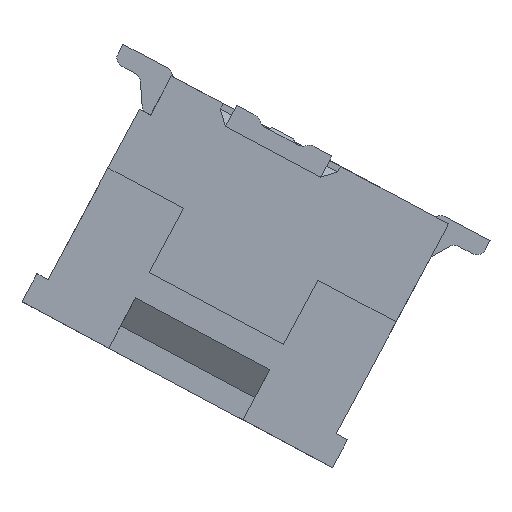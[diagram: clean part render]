
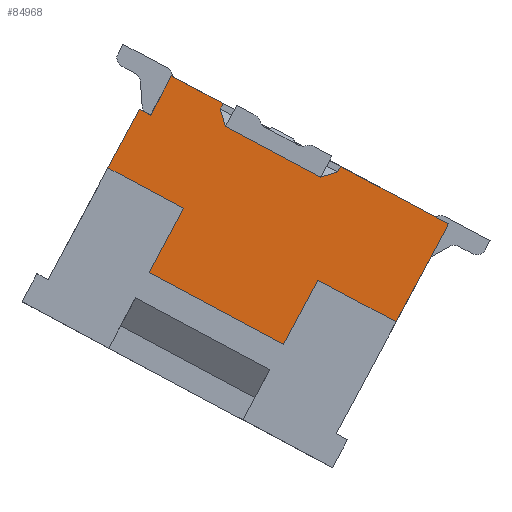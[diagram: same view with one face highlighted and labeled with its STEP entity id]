
A CAD part, front view. The second image highlights one B-rep face of the part: STEP entity #84968.
In plain terms, the highlighted planar face has unit normal (0, -1, 0).
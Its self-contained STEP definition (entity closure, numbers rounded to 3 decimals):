
#430 = VERTEX_POINT ( 'NONE', #25838 ) ;
#639 = CARTESIAN_POINT ( 'NONE',  ( 6.776, -2.2, 1.293 ) ) ;
#815 = LINE ( 'NONE', #66752, #33169 ) ;
#851 = VERTEX_POINT ( 'NONE', #5032 ) ;
#1089 = DIRECTION ( 'NONE',  ( 0.471, 0., 0.882 ) ) ;
#3693 = CARTESIAN_POINT ( 'NONE',  ( 8.546, -2.2, 0.574 ) ) ;
#3777 = VECTOR ( 'NONE', #68681, 1000. ) ;
#4040 = EDGE_CURVE ( 'NONE', #44983, #39922, #24740, .T. ) ;
#4466 = ORIENTED_EDGE ( 'NONE', *, *, #40966, .F. ) ;
#4507 = EDGE_CURVE ( 'NONE', #38145, #33060, #60019, .T. ) ;
#4537 = FACE_OUTER_BOUND ( 'NONE', #30725, .T. ) ;
#5032 = CARTESIAN_POINT ( 'NONE',  ( 5.419, -2.2, 1.565 ) ) ;
#6515 = VECTOR ( 'NONE', #77345, 1000. ) ;
#8178 = VECTOR ( 'NONE', #87179, 1000. ) ;
#9001 = CARTESIAN_POINT ( 'NONE',  ( 8.232, -2.2, -1.129 ) ) ;
#9383 = VERTEX_POINT ( 'NONE', #9001 ) ;
#9429 = CARTESIAN_POINT ( 'NONE',  ( 7.732, -2.2, -2.166 ) ) ;
#10005 = DIRECTION ( 'NONE',  ( -0.471, 0., -0.882 ) ) ;
#11700 = VECTOR ( 'NONE', #44747, 1000. ) ;
#12199 = ORIENTED_EDGE ( 'NONE', *, *, #55366, .F. ) ;
#12965 = LINE ( 'NONE', #37315, #11700 ) ;
#14272 = ORIENTED_EDGE ( 'NONE', *, *, #4040, .F. ) ;
#15675 = CARTESIAN_POINT ( 'NONE',  ( 7.689, -2.2, -2.143 ) ) ;
#16649 = DIRECTION ( 'NONE',  ( -0.471, 0., -0.882 ) ) ;
#17686 = PLANE ( 'NONE',  #56427 ) ;
#18019 = DIRECTION ( 'NONE',  ( 0.29, 0., -0.957 ) ) ;
#18950 = CARTESIAN_POINT ( 'NONE',  ( 5.596, -2.2, 1.47 ) ) ;
#21385 = LINE ( 'NONE', #87296, #53309 ) ;
#22180 = VECTOR ( 'NONE', #10005, 1000. ) ;
#24740 = LINE ( 'NONE', #68367, #89092 ) ;
#25393 = EDGE_CURVE ( 'NONE', #9383, #90012, #67448, .T. ) ;
#25838 = CARTESIAN_POINT ( 'NONE',  ( 6.694, -2.2, 1.564 ) ) ;
#26314 = LINE ( 'NONE', #91877, #89697 ) ;
#27040 = VERTEX_POINT ( 'NONE', #78596 ) ;
#27101 = DIRECTION ( 'NONE',  ( 0.882, 0., -0.471 ) ) ;
#28374 = VECTOR ( 'NONE', #76662, 1000. ) ;
#28448 = VERTEX_POINT ( 'NONE', #69415 ) ;
#28492 = VERTEX_POINT ( 'NONE', #18950 ) ;
#28790 = CARTESIAN_POINT ( 'NONE',  ( 5.589, -2.2, 1.458 ) ) ;
#28839 = DIRECTION ( 'NONE',  ( 0.957, 0., 0.29 ) ) ;
#28953 = VECTOR ( 'NONE', #66894, 1000. ) ;
#30045 = VERTEX_POINT ( 'NONE', #41435 ) ;
#30725 = EDGE_LOOP ( 'NONE', ( #94232, #88329, #53681, #69373, #4466, #32397, #37433, #90153, #36046, #49071, #55698, #14272, #91059, #12199, #86868, #92950 ) ) ;
#31030 = LINE ( 'NONE', #36020, #28953 ) ;
#32397 = ORIENTED_EDGE ( 'NONE', *, *, #72827, .F. ) ;
#32863 = LINE ( 'NONE', #91439, #62258 ) ;
#32925 = VECTOR ( 'NONE', #44742, 1000. ) ;
#33060 = VERTEX_POINT ( 'NONE', #91447 ) ;
#33169 = VECTOR ( 'NONE', #88391, 1000. ) ;
#33295 = EDGE_CURVE ( 'NONE', #62758, #30045, #62744, .T. ) ;
#33568 = LINE ( 'NONE', #82435, #32925 ) ;
#35227 = LINE ( 'NONE', #65558, #8178 ) ;
#35682 = EDGE_CURVE ( 'NONE', #28492, #38145, #35716, .T. ) ;
#35716 = LINE ( 'NONE', #28790, #36039 ) ;
#36020 = CARTESIAN_POINT ( 'NONE',  ( 3.706, -2.2, -1.641 ) ) ;
#36039 = VECTOR ( 'NONE', #79394, 1000. ) ;
#36046 = ORIENTED_EDGE ( 'NONE', *, *, #39841, .F. ) ;
#36110 = CARTESIAN_POINT ( 'NONE',  ( 8.593, -2.2, 0.662 ) ) ;
#36829 = CARTESIAN_POINT ( 'NONE',  ( 4.924, -2.2, 0.639 ) ) ;
#37315 = CARTESIAN_POINT ( 'NONE',  ( 6.689, -2.2, 1.554 ) ) ;
#37372 = LINE ( 'NONE', #46535, #3777 ) ;
#37433 = ORIENTED_EDGE ( 'NONE', *, *, #25393, .F. ) ;
#38145 = VERTEX_POINT ( 'NONE', #42067 ) ;
#39174 = DIRECTION ( 'NONE',  ( 1., 0., 0. ) ) ;
#39841 = EDGE_CURVE ( 'NONE', #30045, #27040, #54746, .T. ) ;
#39922 = VERTEX_POINT ( 'NONE', #3693 ) ;
#40966 = EDGE_CURVE ( 'NONE', #28448, #48587, #37372, .T. ) ;
#41435 = CARTESIAN_POINT ( 'NONE',  ( 10.291, -2.2, -0.246 ) ) ;
#42067 = CARTESIAN_POINT ( 'NONE',  ( 5.926, -2.2, 2.088 ) ) ;
#42672 = CARTESIAN_POINT ( 'NONE',  ( 6.115, -2.2, 0.002 ) ) ;
#43377 = VERTEX_POINT ( 'NONE', #639 ) ;
#44742 = DIRECTION ( 'NONE',  ( -0.882, 0., 0.471 ) ) ;
#44747 = DIRECTION ( 'NONE',  ( -0.471, 0., -0.882 ) ) ;
#44983 = VERTEX_POINT ( 'NONE', #82486 ) ;
#46535 = CARTESIAN_POINT ( 'NONE',  ( 5.562, -2.2, -1.032 ) ) ;
#46889 = EDGE_CURVE ( 'NONE', #39922, #62758, #26314, .T. ) ;
#48587 = VERTEX_POINT ( 'NONE', #42672 ) ;
#49071 = ORIENTED_EDGE ( 'NONE', *, *, #33295, .F. ) ;
#50395 = EDGE_CURVE ( 'NONE', #48587, #92374, #33568, .T. ) ;
#52397 = CARTESIAN_POINT ( 'NONE',  ( 8.242, -2.2, -1.109 ) ) ;
#53309 = VECTOR ( 'NONE', #86023, 1000. ) ;
#53681 = ORIENTED_EDGE ( 'NONE', *, *, #77039, .T. ) ;
#54493 = CARTESIAN_POINT ( 'NONE',  ( 5.838, -2.2, 2.134 ) ) ;
#54746 = LINE ( 'NONE', #55121, #22180 ) ;
#55121 = CARTESIAN_POINT ( 'NONE',  ( 10.331, -2.2, -0.171 ) ) ;
#55366 = EDGE_CURVE ( 'NONE', #430, #43377, #32863, .T. ) ;
#55698 = ORIENTED_EDGE ( 'NONE', *, *, #46889, .F. ) ;
#56427 = AXIS2_PLACEMENT_3D ( 'NONE', #83049, #89211, #39174 ) ;
#60019 = LINE ( 'NONE', #54493, #28374 ) ;
#61806 = VECTOR ( 'NONE', #27101, 1000. ) ;
#62258 = VECTOR ( 'NONE', #18019, 1000. ) ;
#62744 = LINE ( 'NONE', #68916, #61806 ) ;
#62758 = VERTEX_POINT ( 'NONE', #36110 ) ;
#65558 = CARTESIAN_POINT ( 'NONE',  ( 8.306, -2.2, 0.476 ) ) ;
#66575 = EDGE_CURVE ( 'NONE', #851, #28492, #21385, .T. ) ;
#66752 = CARTESIAN_POINT ( 'NONE',  ( 9.491, -2.2, -1.802 ) ) ;
#66894 = DIRECTION ( 'NONE',  ( -0.471, 0., -0.882 ) ) ;
#67448 = LINE ( 'NONE', #52397, #68540 ) ;
#67811 = EDGE_CURVE ( 'NONE', #33060, #430, #12965, .T. ) ;
#68367 = CARTESIAN_POINT ( 'NONE',  ( 8.556, -2.2, 0.577 ) ) ;
#68540 = VECTOR ( 'NONE', #16649, 1000. ) ;
#68681 = DIRECTION ( 'NONE',  ( 0.471, 0., 0.882 ) ) ;
#68916 = CARTESIAN_POINT ( 'NONE',  ( 5.838, -2.2, 2.134 ) ) ;
#69373 = ORIENTED_EDGE ( 'NONE', *, *, #50395, .F. ) ;
#69415 = CARTESIAN_POINT ( 'NONE',  ( 5.573, -2.2, -1.012 ) ) ;
#70192 = LINE ( 'NONE', #9429, #6515 ) ;
#72827 = EDGE_CURVE ( 'NONE', #90012, #28448, #70192, .T. ) ;
#76662 = DIRECTION ( 'NONE',  ( 0.882, 0., -0.471 ) ) ;
#77039 = EDGE_CURVE ( 'NONE', #851, #92374, #31030, .T. ) ;
#77345 = DIRECTION ( 'NONE',  ( -0.882, 0., 0.471 ) ) ;
#78596 = CARTESIAN_POINT ( 'NONE',  ( 9.466, -2.2, -1.789 ) ) ;
#79394 = DIRECTION ( 'NONE',  ( 0.471, 0., 0.882 ) ) ;
#81800 = EDGE_CURVE ( 'NONE', #27040, #9383, #815, .T. ) ;
#82435 = CARTESIAN_POINT ( 'NONE',  ( 6.139, -2.2, -0.01 ) ) ;
#82486 = CARTESIAN_POINT ( 'NONE',  ( 8.276, -2.2, 0.492 ) ) ;
#83049 = CARTESIAN_POINT ( 'NONE',  ( 3.615, -2.2, -1.593 ) ) ;
#84968 = ADVANCED_FACE ( 'NONE', ( #4537 ), #17686, .F. ) ;
#86023 = DIRECTION ( 'NONE',  ( 0.882, 0., -0.471 ) ) ;
#86868 = ORIENTED_EDGE ( 'NONE', *, *, #67811, .F. ) ;
#87179 = DIRECTION ( 'NONE',  ( 0.882, 0., -0.471 ) ) ;
#87296 = CARTESIAN_POINT ( 'NONE',  ( 5.328, -2.2, 1.613 ) ) ;
#88329 = ORIENTED_EDGE ( 'NONE', *, *, #66575, .F. ) ;
#88391 = DIRECTION ( 'NONE',  ( -0.882, 0., 0.471 ) ) ;
#88967 = EDGE_CURVE ( 'NONE', #43377, #44983, #35227, .T. ) ;
#89092 = VECTOR ( 'NONE', #28839, 1000. ) ;
#89211 = DIRECTION ( 'NONE',  ( 0., 1., 0. ) ) ;
#89697 = VECTOR ( 'NONE', #1089, 1000. ) ;
#90012 = VERTEX_POINT ( 'NONE', #15675 ) ;
#90153 = ORIENTED_EDGE ( 'NONE', *, *, #81800, .F. ) ;
#91059 = ORIENTED_EDGE ( 'NONE', *, *, #88967, .F. ) ;
#91439 = CARTESIAN_POINT ( 'NONE',  ( 6.779, -2.2, 1.283 ) ) ;
#91447 = CARTESIAN_POINT ( 'NONE',  ( 6.741, -2.2, 1.652 ) ) ;
#91877 = CARTESIAN_POINT ( 'NONE',  ( 8.598, -2.2, 0.671 ) ) ;
#92374 = VERTEX_POINT ( 'NONE', #36829 ) ;
#92950 = ORIENTED_EDGE ( 'NONE', *, *, #4507, .F. ) ;
#94232 = ORIENTED_EDGE ( 'NONE', *, *, #35682, .F. ) ;
